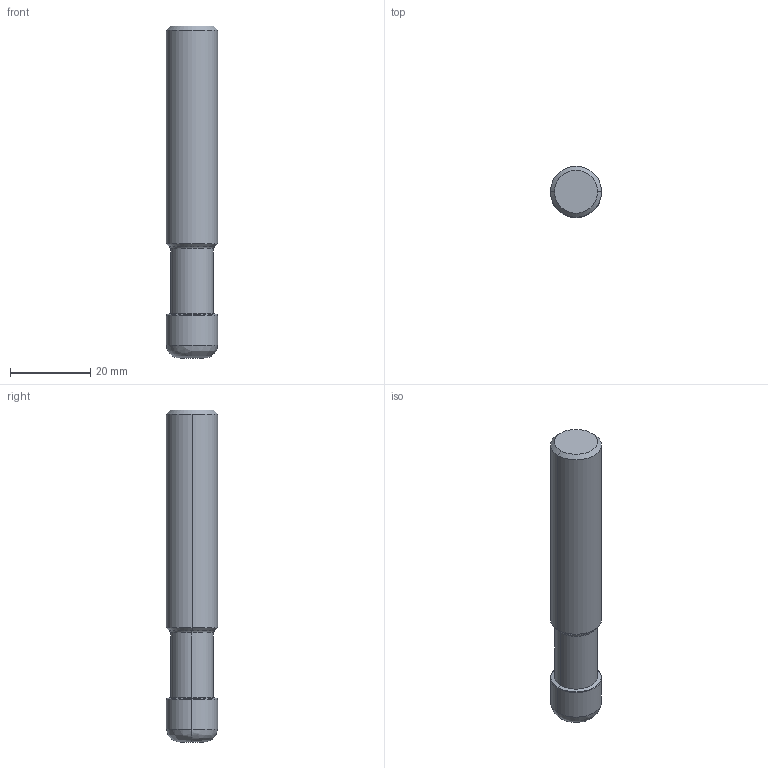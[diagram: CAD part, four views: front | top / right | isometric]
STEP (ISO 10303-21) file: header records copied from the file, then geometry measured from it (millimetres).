
FILE_DESCRIPTION(/* description */ (''),/* implementation_level */ '2;1');
FILE_NAME(/* name */ 'APX3000UR081SA08SB_IR0_125.stp',/* time_stamp */ '2021-09-08T11:46:28+09:00',/* author */ (''),/* organization */ (''),/* preprocessor_version */ 'ST-DEVELOPER v16',/* originating_system */ 'SIEMENS PLM Software NX 10.0',/* authorisation */ '');
FILE_SCHEMA (('AUTOMOTIVE_DESIGN { 1 0 10303 214 3 1 1 1 }'));
Length unit declared in the file: millimetre
Products named in the file (1): APX3000UR081SA08SB_IR0_125_ASM
Bounding box: 12.7 x 12.7 x 82.55 mm (x, y, z)
Volume: 10639 mm3; surface area: 3893.1 mm2
Topology: 2 solids, 2 shells, 52 faces, 130 edges, 101 vertices
Faces by surface type: torus 16, cone 14, bspline 10, plane 6, cylinder 6
Entity records: 1988 total; most frequent: CARTESIAN_POINT 557, DIRECTION 332, ORIENTED_EDGE 232, AXIS2_PLACEMENT_3D 153, EDGE_CURVE 116, CIRCLE 100, VERTEX_POINT 70, EDGE_LOOP 54
